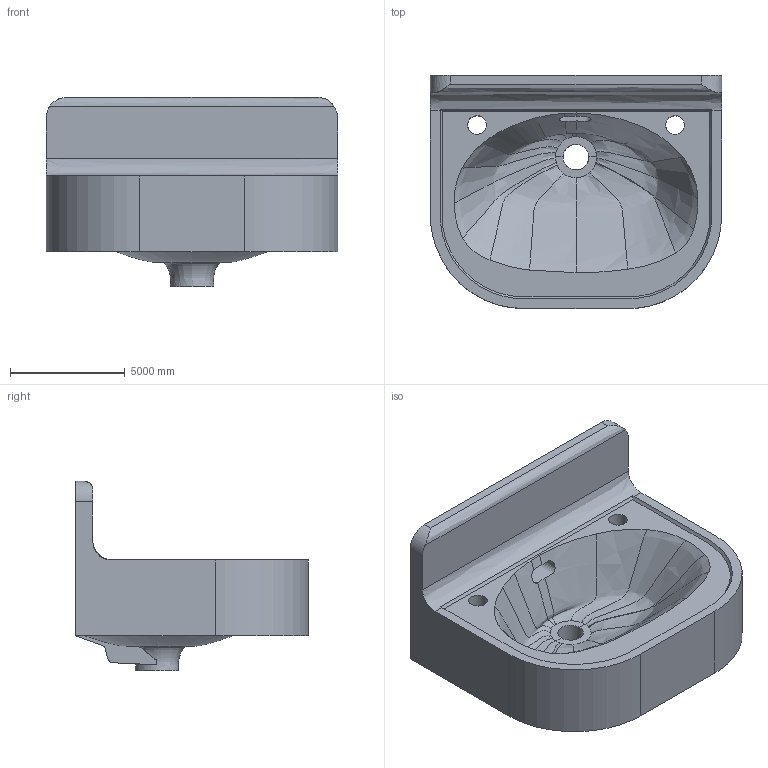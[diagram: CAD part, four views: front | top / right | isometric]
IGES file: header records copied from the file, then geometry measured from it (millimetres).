
Global section: file name: ARC500 2TH_1; native system: AutoCAD 2016 - English; preprocessor: Autodesk Translation Framework DWG producer (atf_dwg_producer); organization: unknown; date: 20170207.112217; units: inch
Bounding box: 12700 x 10160 x 8255 mm (x, y, z)
Volume: 331279268577.1 mm3; surface area: 535354671 mm2
Topology: 1 solids, 1 shells, 54 faces, 171 edges, 117 vertices
Faces by surface type: bspline 54
